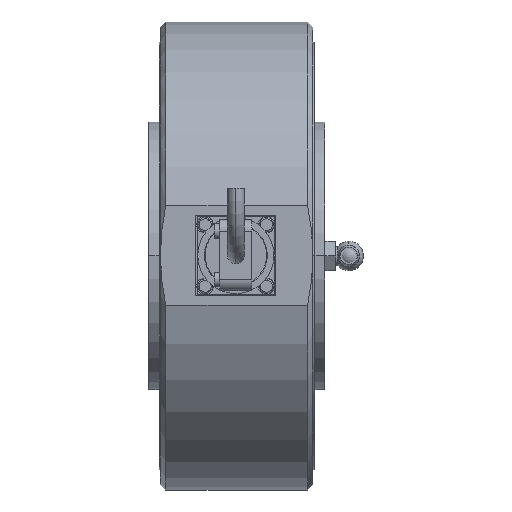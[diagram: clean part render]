
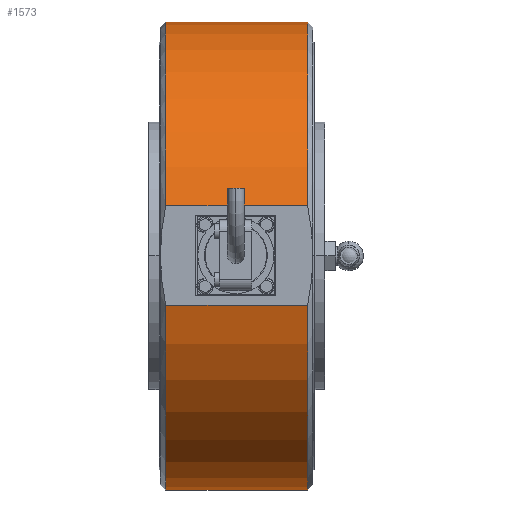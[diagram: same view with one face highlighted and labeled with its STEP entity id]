
A CAD part, top view. The second image highlights one B-rep face of the part: STEP entity #1573.
In plain terms, the highlighted cylindrical face has radius 87.5 mm (diameter 175 mm), a partial arc.
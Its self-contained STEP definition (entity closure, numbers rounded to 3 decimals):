
#1421=CARTESIAN_POINT('',(26.5,85.5,18.601));
#1422=VERTEX_POINT('',#1421);
#1436=CARTESIAN_POINT('',(26.5,85.5,-18.601));
#1437=VERTEX_POINT('',#1436);
#1451=CARTESIAN_POINT('',(-26.5,85.5,-18.601));
#1452=VERTEX_POINT('',#1451);
#1453=CARTESIAN_POINT('',(-26.5,85.5,-18.601));
#1454=DIRECTION('',(1.0,0.0,0.0));
#1455=VECTOR('',#1454,53.);
#1456=LINE('',#1453,#1455);
#1457=EDGE_CURVE('',#1452,#1437,#1456,.T.);
#1474=CARTESIAN_POINT('',(-26.5,85.5,18.601));
#1475=VERTEX_POINT('',#1474);
#1489=CARTESIAN_POINT('',(26.5,85.5,18.601));
#1490=DIRECTION('',(-1.0,0.0,0.0));
#1491=VECTOR('',#1490,53.);
#1492=LINE('',#1489,#1491);
#1493=EDGE_CURVE('',#1422,#1475,#1492,.T.);
#1528=CARTESIAN_POINT('',(-26.5,0.0,0.0));
#1529=DIRECTION('',(-1.0,0.0,0.0));
#1530=DIRECTION('',(0.0,-1.0,0.0));
#1531=AXIS2_PLACEMENT_3D('',#1528,#1529,#1530);
#1532=CIRCLE('',#1531,87.5);
#1533=EDGE_CURVE('',#1452,#1475,#1532,.T.);
#1544=CARTESIAN_POINT('',(26.5,0.0,0.0));
#1545=DIRECTION('',(1.0,0.0,0.0));
#1546=DIRECTION('',(0.0,-1.0,0.0));
#1547=AXIS2_PLACEMENT_3D('',#1544,#1545,#1546);
#1548=CIRCLE('',#1547,87.5);
#1549=EDGE_CURVE('',#1422,#1437,#1548,.T.);
#1562=CARTESIAN_POINT('',(-29.15,0.0,0.0));
#1563=DIRECTION('',(1.0,0.0,0.0));
#1564=DIRECTION('',(0.0,1.0,0.0));
#1565=AXIS2_PLACEMENT_3D('',#1562,#1563,#1564);
#1566=CYLINDRICAL_SURFACE('',#1565,87.5);
#1567=ORIENTED_EDGE('',*,*,#1493,.T.);
#1568=ORIENTED_EDGE('',*,*,#1533,.F.);
#1569=ORIENTED_EDGE('',*,*,#1457,.T.);
#1570=ORIENTED_EDGE('',*,*,#1549,.F.);
#1571=EDGE_LOOP('',(#1567,#1568,#1569,#1570));
#1572=FACE_OUTER_BOUND('',#1571,.T.);
#1573=ADVANCED_FACE('',(#1572),#1566,.T.);
